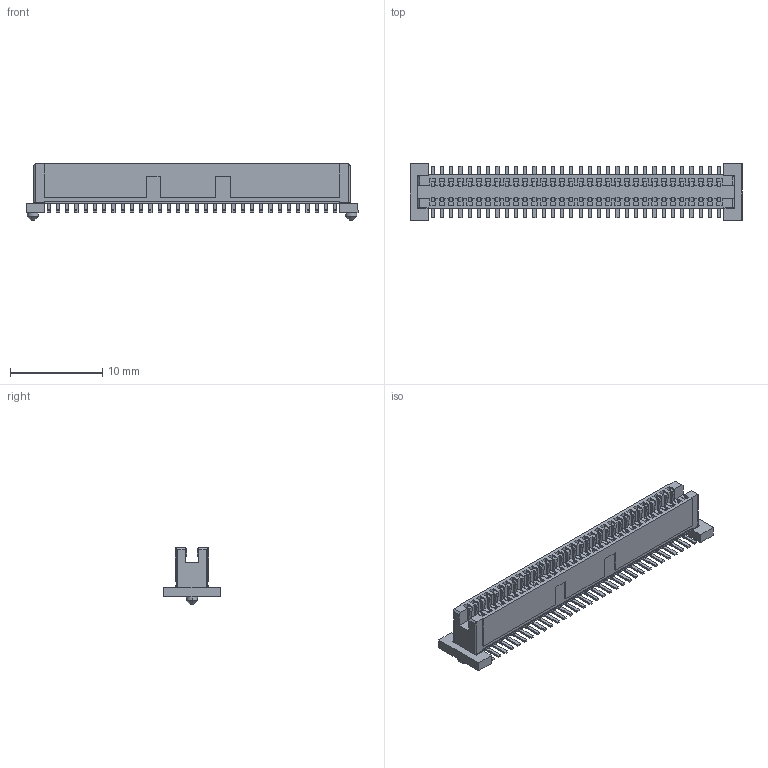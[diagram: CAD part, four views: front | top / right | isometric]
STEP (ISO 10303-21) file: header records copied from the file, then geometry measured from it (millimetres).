
FILE_DESCRIPTION (( 'STEP AP214' ), '1' );
FILE_NAME ('CONN-SMD_64P-P1.00_714390164.step', '2022-08-01T05:07:08', ( '' ), ( '' ), 'SwSTEP 2.0', 'SolidWorks 2020', '' );
FILE_SCHEMA (( 'AUTOMOTIVE_DESIGN' ));
Length unit declared in the file: millimetre
Products named in the file (1): CONN-SMD_64P-P1.00_714390164
Bounding box: 35.9 x 6.1 x 6.1 mm (x, y, z)
Volume: 455.2 mm3; surface area: 1274.2 mm2
Topology: 14 solids, 14 shells, 1583 faces, 4242 edges, 2824 vertices
Faces by surface type: plane 1329, cylinder 136, bspline 114, cone 4
Entity records: 63444 total; most frequent: CARTESIAN_POINT 11024, ORIENTED_EDGE 8484, DIRECTION 7218, EDGE_CURVE 4242, VECTOR 3734, LINE 3734, VERTEX_POINT 2824, AXIS2_PLACEMENT_3D 1742
